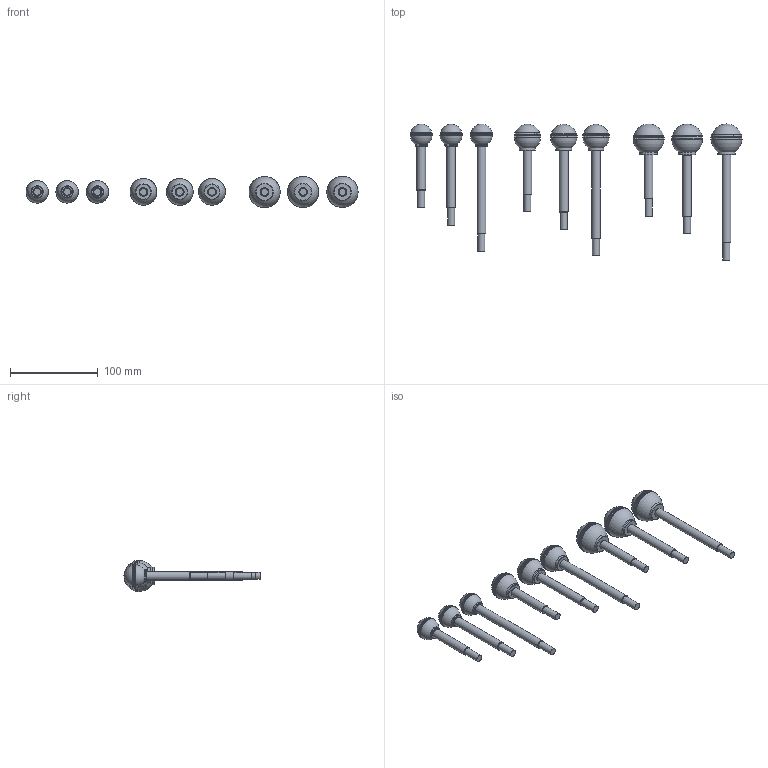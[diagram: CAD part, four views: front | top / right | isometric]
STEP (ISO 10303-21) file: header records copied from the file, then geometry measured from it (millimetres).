
FILE_DESCRIPTION(/* description */ (''),/* implementation_level */ '2;1');
FILE_NAME(/* name */ 'BLG8_M.stp',/* time_stamp */ '2023-05-16T17:47:40+09:00',/* author */ ('user'),/* organization */ (''),/* preprocessor_version */ 'ST-DEVELOPER v15.6',/* originating_system */ 'Autodesk Inventor 2015',/* authorisation */ '');
FILE_SCHEMA (('AUTOMOTIVE_DESIGN { 1 0 10303 214 3 1 1 }'));
Length unit declared in the file: millimetre
Products named in the file (28): BALL_D25; STP8-50; BLG8-25-50; STP8-70; BLG8-25-70; STP8-100; BLG8-25-100; BALL_D30; BLG8-30-50; BLG8-30-70; BLG8-30-100; BALL_D35; BLG8-35-50; BLG8-35-70; BLG8-35-100; BLG8_M
Bounding box: 378.15 x 155 x 35.67 mm (x, y, z)
Volume: 193067 mm3; surface area: 62411.6 mm2
Topology: 18 solids, 18 shells, 2835 faces, 6723 edges, 4473 vertices
Faces by surface type: plane 2214, sphere 549, cylinder 45, cone 18, torus 9
Full cylindrical faces by diameter (mm): 8 x27, 9.94 x9, 14 x3, 18 x3, 20 x3
Entity records: 86929 total; most frequent: DIRECTION 16814, CARTESIAN_POINT 13924, ORIENTED_EDGE 13194, AXIS2_PLACEMENT_3D 7327, EDGE_CURVE 6597, CIRCLE 4437, VERTEX_POINT 4437, EDGE_LOOP 3474
